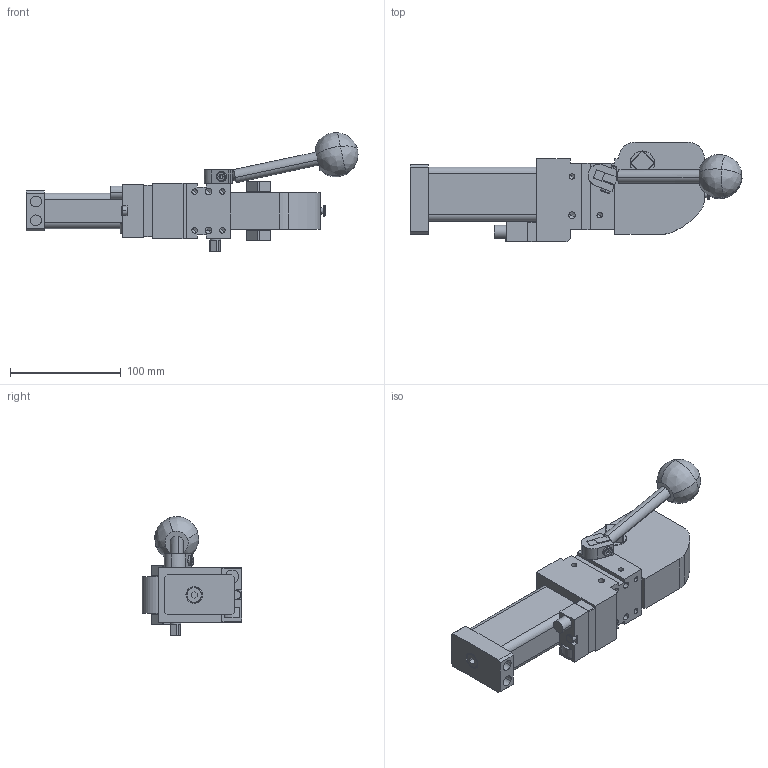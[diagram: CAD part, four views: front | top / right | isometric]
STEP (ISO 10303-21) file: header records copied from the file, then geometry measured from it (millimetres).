
FILE_DESCRIPTION(('CATIA V5 STEP Exchange'),'2;1');
FILE_NAME('U_40_BR5_ZL_A00_T24_2_TUENKERS.stp','2018-11-30T09:51:12+00:00',('none'),('none'),'CATIA Version 5 Release 19 SP 9 (IN-10)','CATIA V5 STEP AP214','none');
FILE_SCHEMA(('AUTOMOTIVE_DESIGN { 1 0 10303 214 1 1 1 1 }'));
Length unit declared in the file: millimetre
Products named in the file (1): U_40_BR5_ZL_A00_T24_2_TUENKERS
Bounding box: 299.42 x 90 x 107.19 mm (x, y, z)
Volume: 693874.3 mm3; surface area: 84755.6 mm2
Topology: 2 solids, 3 shells, 381 faces, 951 edges, 576 vertices
Faces by surface type: plane 158, cylinder 91, bspline 70, cone 60, torus 2
Entity records: 13576 total; most frequent: CARTESIAN_POINT 3367, ORIENTED_EDGE 1814, DIRECTION 1096, EDGE_CURVE 907, VERTEX_POINT 576, VECTOR 444, LINE 444, AXIS2_PLACEMENT_3D 438
